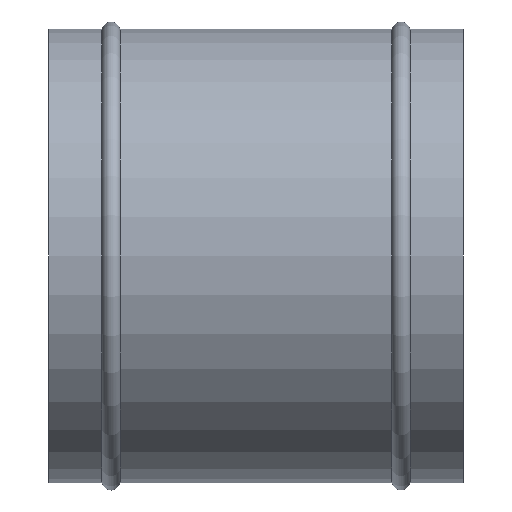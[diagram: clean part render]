
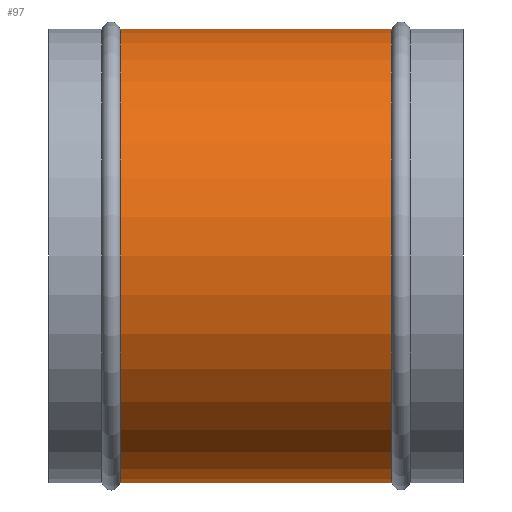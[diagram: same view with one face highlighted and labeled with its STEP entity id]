
A CAD part, front view. The second image highlights one B-rep face of the part: STEP entity #97.
In plain terms, the highlighted cylindrical face has radius 109.5 mm (diameter 219 mm), a partial arc.
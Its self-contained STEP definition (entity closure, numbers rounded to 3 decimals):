
#1 = CIRCLE ( 'NONE', #27, 109.5 ) ;
#11 = CARTESIAN_POINT ( 'NONE',  ( 34.387, 0., -109.5 ) ) ;
#23 = ORIENTED_EDGE ( 'NONE', *, *, #131, .T. ) ;
#27 = AXIS2_PLACEMENT_3D ( 'NONE', #85, #165, #114 ) ;
#51 = EDGE_LOOP ( 'NONE', ( #107, #23, #393, #104 ) ) ;
#56 = DIRECTION ( 'NONE',  ( -1., 0., 0. ) ) ;
#71 = DIRECTION ( 'NONE',  ( -1., 0., 0. ) ) ;
#85 = CARTESIAN_POINT ( 'NONE',  ( 34.387, 0., 0. ) ) ;
#97 = ADVANCED_FACE ( 'NONE', ( #327 ), #126, .T. ) ;
#103 = VECTOR ( 'NONE', #56, 1000. ) ;
#104 = ORIENTED_EDGE ( 'NONE', *, *, #210, .F. ) ;
#107 = ORIENTED_EDGE ( 'NONE', *, *, #414, .F. ) ;
#114 = DIRECTION ( 'NONE',  ( 0., 0., 1. ) ) ;
#125 = AXIS2_PLACEMENT_3D ( 'NONE', #335, #297, #337 ) ;
#126 = CYLINDRICAL_SURFACE ( 'NONE', #125, 109.5 ) ;
#131 = EDGE_CURVE ( 'NONE', #189, #219, #300, .T. ) ;
#137 = VECTOR ( 'NONE', #267, 1000. ) ;
#142 = LINE ( 'NONE', #216, #103 ) ;
#165 = DIRECTION ( 'NONE',  ( -1., 0., 0. ) ) ;
#189 = VERTEX_POINT ( 'NONE', #207 ) ;
#192 = DIRECTION ( 'NONE',  ( 0., 0., 1. ) ) ;
#202 = CARTESIAN_POINT ( 'NONE',  ( 0., 0., 109.5 ) ) ;
#207 = CARTESIAN_POINT ( 'NONE',  ( 165.613, 0., -109.5 ) ) ;
#210 = EDGE_CURVE ( 'NONE', #222, #385, #1, .T. ) ;
#216 = CARTESIAN_POINT ( 'NONE',  ( 0., 0., -109.5 ) ) ;
#217 = EDGE_CURVE ( 'NONE', #219, #385, #254, .T. ) ;
#219 = VERTEX_POINT ( 'NONE', #272 ) ;
#222 = VERTEX_POINT ( 'NONE', #11 ) ;
#254 = LINE ( 'NONE', #202, #137 ) ;
#267 = DIRECTION ( 'NONE',  ( -1., 0., 0. ) ) ;
#272 = CARTESIAN_POINT ( 'NONE',  ( 165.613, 0., 109.5 ) ) ;
#275 = CARTESIAN_POINT ( 'NONE',  ( 34.387, 0., 109.5 ) ) ;
#297 = DIRECTION ( 'NONE',  ( -1., 0., 0. ) ) ;
#300 = CIRCLE ( 'NONE', #352, 109.5 ) ;
#327 = FACE_OUTER_BOUND ( 'NONE', #51, .T. ) ;
#335 = CARTESIAN_POINT ( 'NONE',  ( 0., 0., 0. ) ) ;
#337 = DIRECTION ( 'NONE',  ( 0., 0., 1. ) ) ;
#352 = AXIS2_PLACEMENT_3D ( 'NONE', #359, #71, #192 ) ;
#359 = CARTESIAN_POINT ( 'NONE',  ( 165.613, 0., 0. ) ) ;
#385 = VERTEX_POINT ( 'NONE', #275 ) ;
#393 = ORIENTED_EDGE ( 'NONE', *, *, #217, .T. ) ;
#414 = EDGE_CURVE ( 'NONE', #189, #222, #142, .T. ) ;
